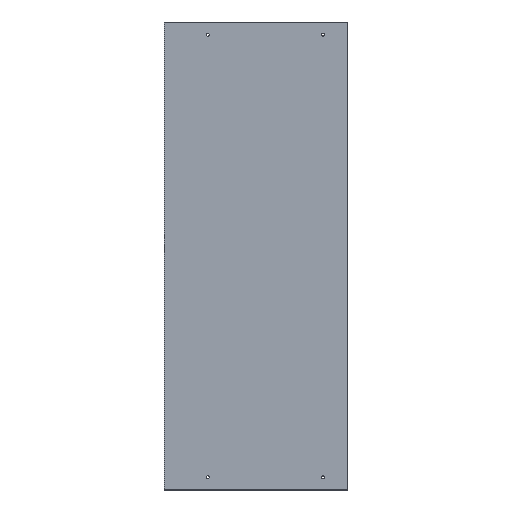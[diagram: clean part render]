
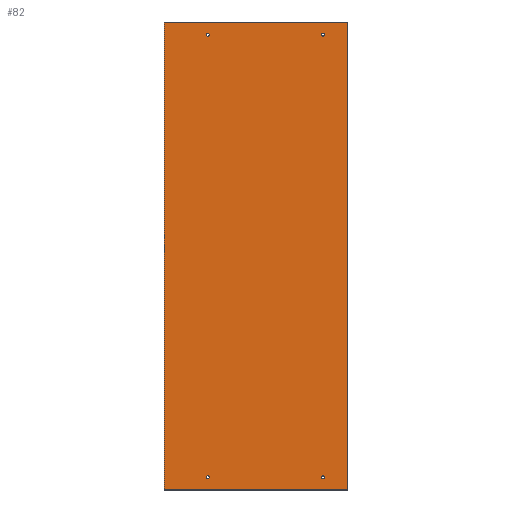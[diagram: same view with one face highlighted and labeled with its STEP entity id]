
A CAD part, left-side view. The second image highlights one B-rep face of the part: STEP entity #82.
In plain terms, the highlighted planar face has unit normal (-1, 0, 0).
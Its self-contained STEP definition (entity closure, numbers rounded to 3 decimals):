
#82=ADVANCED_FACE('',(#204,#205,#206,#207,#208),#209,.T.);
#204=FACE_BOUND('',#399,.T.);
#205=FACE_BOUND('',#400,.T.);
#206=FACE_BOUND('',#401,.T.);
#207=FACE_BOUND('',#402,.T.);
#208=FACE_OUTER_BOUND('',#403,.T.);
#209=PLANE('',#404);
#399=EDGE_LOOP('',(#580));
#400=EDGE_LOOP('',(#581));
#401=EDGE_LOOP('',(#582));
#402=EDGE_LOOP('',(#583));
#403=EDGE_LOOP('',(#584,#585,#586,#587));
#404=AXIS2_PLACEMENT_3D('',#588,#589,#590);
#580=ORIENTED_EDGE('',*,*,#917,.T.);
#581=ORIENTED_EDGE('',*,*,#918,.T.);
#582=ORIENTED_EDGE('',*,*,#919,.T.);
#583=ORIENTED_EDGE('',*,*,#920,.T.);
#584=ORIENTED_EDGE('',*,*,#921,.F.);
#585=ORIENTED_EDGE('',*,*,#922,.F.);
#586=ORIENTED_EDGE('',*,*,#923,.F.);
#587=ORIENTED_EDGE('',*,*,#924,.F.);
#588=CARTESIAN_POINT('',(-502.5,17.5,390.0));
#589=DIRECTION('',(-1.0,0.0,0.0));
#590=DIRECTION('',(0.0,0.0,-1.0));
#917=EDGE_CURVE('',#1043,#1043,#1044,.T.);
#918=EDGE_CURVE('',#1045,#1045,#1046,.T.);
#919=EDGE_CURVE('',#1047,#1047,#1048,.T.);
#920=EDGE_CURVE('',#1049,#1049,#1050,.T.);
#921=EDGE_CURVE('',#1051,#1052,#1053,.T.);
#922=EDGE_CURVE('',#1054,#1051,#1055,.T.);
#923=EDGE_CURVE('',#1056,#1054,#1057,.T.);
#924=EDGE_CURVE('',#1052,#1056,#1058,.T.);
#1043=VERTEX_POINT('',#1227);
#1044=CIRCLE('',#1228,2.5);
#1045=VERTEX_POINT('',#1229);
#1046=CIRCLE('',#1230,2.5);
#1047=VERTEX_POINT('',#1231);
#1048=CIRCLE('',#1232,2.5);
#1049=VERTEX_POINT('',#1233);
#1050=CIRCLE('',#1234,2.5);
#1051=VERTEX_POINT('',#1235);
#1052=VERTEX_POINT('',#1236);
#1053=LINE('',#1237,#1238);
#1054=VERTEX_POINT('',#1239);
#1055=LINE('',#1240,#1241);
#1056=VERTEX_POINT('',#1242);
#1057=LINE('',#1243,#1244);
#1058=LINE('',#1245,#1246);
#1227=CARTESIAN_POINT('',(-502.5,100.5,759.0));
#1228=AXIS2_PLACEMENT_3D('',#1458,#1459,#1460);
#1229=CARTESIAN_POINT('',(-502.5,-91.5,759.0));
#1230=AXIS2_PLACEMENT_3D('',#1461,#1462,#1463);
#1231=CARTESIAN_POINT('',(-502.5,100.5,21.0));
#1232=AXIS2_PLACEMENT_3D('',#1464,#1465,#1466);
#1233=CARTESIAN_POINT('',(-502.5,-91.5,21.0));
#1234=AXIS2_PLACEMENT_3D('',#1467,#1468,#1469);
#1235=CARTESIAN_POINT('',(-502.5,170.0,0.0));
#1236=CARTESIAN_POINT('',(-502.5,170.0,780.0));
#1237=CARTESIAN_POINT('',(-502.5,170.0,390.0));
#1238=VECTOR('',#1470,1.0);
#1239=CARTESIAN_POINT('',(-502.5,-135.0,0.0));
#1240=CARTESIAN_POINT('',(-502.5,17.5,0.0));
#1241=VECTOR('',#1471,1.0);
#1242=CARTESIAN_POINT('',(-502.5,-135.0,780.0));
#1243=CARTESIAN_POINT('',(-502.5,-135.0,390.0));
#1244=VECTOR('',#1472,1.0);
#1245=CARTESIAN_POINT('',(-502.5,17.5,780.0));
#1246=VECTOR('',#1473,1.0);
#1458=CARTESIAN_POINT('',(-502.5,98.0,759.0));
#1459=DIRECTION('',(1.0,0.,0.));
#1460=DIRECTION('',(0.,1.0,0.));
#1461=CARTESIAN_POINT('',(-502.5,-94.0,759.0));
#1462=DIRECTION('',(1.0,0.,0.));
#1463=DIRECTION('',(0.,1.0,0.));
#1464=CARTESIAN_POINT('',(-502.5,98.0,21.0));
#1465=DIRECTION('',(1.0,0.,0.));
#1466=DIRECTION('',(0.,1.0,0.));
#1467=CARTESIAN_POINT('',(-502.5,-94.0,21.0));
#1468=DIRECTION('',(1.0,0.,0.));
#1469=DIRECTION('',(0.,1.0,0.));
#1470=DIRECTION('',(0.0,0.0,1.0));
#1471=DIRECTION('',(0.0,1.0,0.0));
#1472=DIRECTION('',(0.0,0.0,-1.0));
#1473=DIRECTION('',(0.0,-1.0,0.0));
